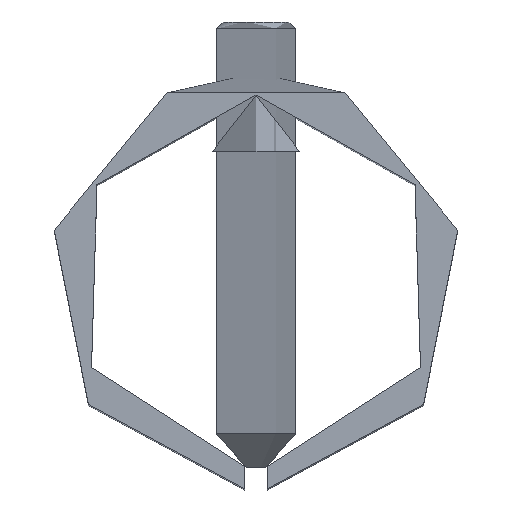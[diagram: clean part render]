
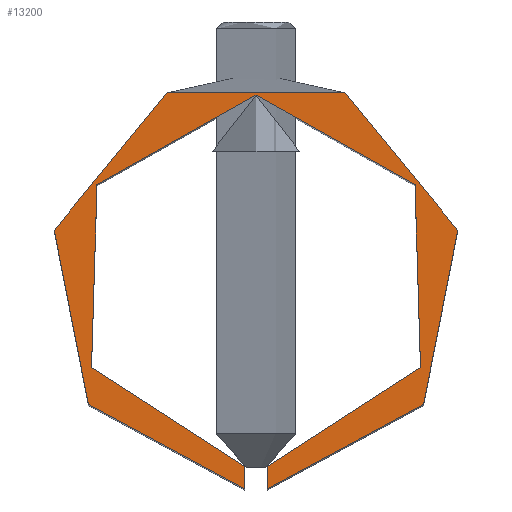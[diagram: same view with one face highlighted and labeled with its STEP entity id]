
A CAD part, top view. The second image highlights one B-rep face of the part: STEP entity #13200.
In plain terms, the highlighted planar face has unit normal (0, 0, 1).
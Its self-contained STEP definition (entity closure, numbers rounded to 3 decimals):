
#467 = CARTESIAN_POINT ( 'NONE',  ( 1., -8.7, 32.5 ) ) ;
#1425 = CARTESIAN_POINT ( 'NONE',  ( -1., -16.67, 32.5 ) ) ;
#1445 = CARTESIAN_POINT ( 'NONE',  ( 0., 0., 32.5 ) ) ;
#2107 = DIRECTION ( 'NONE',  ( 0., 0., 1. ) ) ;
#3138 = VERTEX_POINT ( 'NONE', #8528 ) ;
#3844 = PLANE ( 'NONE',  #10223 ) ;
#4000 = DIRECTION ( 'NONE',  ( 1., 0., 0. ) ) ;
#4052 = EDGE_CURVE ( 'NONE', #6985, #3138, #9968, .T. ) ;
#5124 = VECTOR ( 'NONE', #9222, 1000. ) ;
#5483 = LINE ( 'NONE', #14047, #5124 ) ;
#5850 = FACE_OUTER_BOUND ( 'NONE', #6391, .T. ) ;
#5866 = CARTESIAN_POINT ( 'NONE',  ( 1., -18.673, 32.5 ) ) ;
#5986 = ORIENTED_EDGE ( 'NONE', *, *, #8525, .F. ) ;
#6391 = EDGE_LOOP ( 'NONE', ( #10368, #5986, #6808, #14026 ) ) ;
#6760 = CARTESIAN_POINT ( 'NONE',  ( 0., 0., 32.5 ) ) ;
#6808 = ORIENTED_EDGE ( 'NONE', *, *, #11663, .T. ) ;
#6985 = VERTEX_POINT ( 'NONE', #5866 ) ;
#7605 = DIRECTION ( 'NONE',  ( 0., -1., 0. ) ) ;
#8503 = VECTOR ( 'NONE', #7605, 1000. ) ;
#8525 = EDGE_CURVE ( 'NONE', #15390, #12034, #10835, .T. ) ;
#8528 = CARTESIAN_POINT ( 'NONE',  ( -1., -18.673, 32.5 ) ) ;
#8846 = CARTESIAN_POINT ( 'NONE',  ( 0., 0., 32.5 ) ) ;
#8873 = LINE ( 'NONE', #467, #8503 ) ;
#9222 = DIRECTION ( 'NONE',  ( 0., -1., 0. ) ) ;
#9721 = DIRECTION ( 'NONE',  ( 1., 0., 0. ) ) ;
#9968 = CIRCLE ( 'NONE', #10384, 18.7 ) ;
#9986 = DIRECTION ( 'NONE',  ( 0., 0., 1. ) ) ;
#10223 = AXIS2_PLACEMENT_3D ( 'NONE', #1445, #14509, #9721 ) ;
#10368 = ORIENTED_EDGE ( 'NONE', *, *, #13716, .F. ) ;
#10384 = AXIS2_PLACEMENT_3D ( 'NONE', #8846, #9986, #4000 ) ;
#10788 = AXIS2_PLACEMENT_3D ( 'NONE', #6760, #2107, #15089 ) ;
#10835 = CIRCLE ( 'NONE', #10788, 16.7 ) ;
#11223 = CARTESIAN_POINT ( 'NONE',  ( 1., -16.67, 32.5 ) ) ;
#11663 = EDGE_CURVE ( 'NONE', #15390, #6985, #8873, .T. ) ;
#12034 = VERTEX_POINT ( 'NONE', #1425 ) ;
#13200 = ADVANCED_FACE ( 'NONE', ( #5850 ), #3844, .T. ) ;
#13716 = EDGE_CURVE ( 'NONE', #12034, #3138, #5483, .T. ) ;
#14026 = ORIENTED_EDGE ( 'NONE', *, *, #4052, .T. ) ;
#14047 = CARTESIAN_POINT ( 'NONE',  ( -1., -8.7, 32.5 ) ) ;
#14509 = DIRECTION ( 'NONE',  ( 0., 0., 1. ) ) ;
#15089 = DIRECTION ( 'NONE',  ( 1., 0., 0. ) ) ;
#15390 = VERTEX_POINT ( 'NONE', #11223 ) ;
